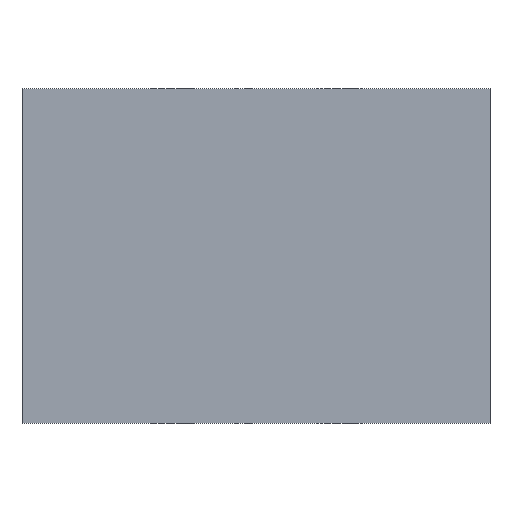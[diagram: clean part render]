
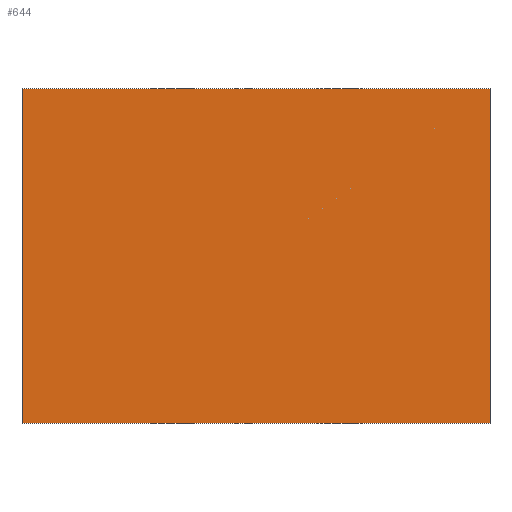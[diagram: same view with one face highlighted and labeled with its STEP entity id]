
A CAD part, front view. The second image highlights one B-rep face of the part: STEP entity #644.
In plain terms, the highlighted planar face has unit normal (0, -1, 0).
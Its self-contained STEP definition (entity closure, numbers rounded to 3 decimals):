
#54=PLANE('',#708);
#88=FACE_OUTER_BOUND('',#132,.T.);
#132=EDGE_LOOP('',(#565,#566,#567,#568));
#204=LINE('',#1035,#272);
#207=LINE('',#1041,#275);
#208=LINE('',#1043,#276);
#209=LINE('',#1044,#277);
#272=VECTOR('',#858,10.);
#275=VECTOR('',#863,10.);
#276=VECTOR('',#864,10.);
#277=VECTOR('',#865,10.);
#349=VERTEX_POINT('',#1031);
#351=VERTEX_POINT('',#1034);
#353=VERTEX_POINT('',#1040);
#354=VERTEX_POINT('',#1042);
#428=EDGE_CURVE('',#351,#349,#204,.T.);
#431=EDGE_CURVE('',#353,#351,#207,.T.);
#432=EDGE_CURVE('',#354,#349,#208,.T.);
#433=EDGE_CURVE('',#353,#354,#209,.T.);
#565=ORIENTED_EDGE('',*,*,#431,.T.);
#566=ORIENTED_EDGE('',*,*,#428,.T.);
#567=ORIENTED_EDGE('',*,*,#432,.F.);
#568=ORIENTED_EDGE('',*,*,#433,.F.);
#644=ADVANCED_FACE('',(#88),#54,.T.);
#708=AXIS2_PLACEMENT_3D('',#1039,#861,#862);
#858=DIRECTION('',(0.,0.,1.));
#861=DIRECTION('center_axis',(0.,-1.,0.));
#862=DIRECTION('ref_axis',(1.,0.,0.));
#863=DIRECTION('',(1.,0.,0.));
#864=DIRECTION('',(1.,0.,0.));
#865=DIRECTION('',(0.,0.,1.));
#1031=CARTESIAN_POINT('',(70.,0.,50.));
#1034=CARTESIAN_POINT('',(70.,0.,0.));
#1035=CARTESIAN_POINT('',(70.,0.,0.));
#1039=CARTESIAN_POINT('Origin',(0.,0.,0.));
#1040=CARTESIAN_POINT('',(0.,0.,0.));
#1041=CARTESIAN_POINT('',(0.,0.,0.));
#1042=CARTESIAN_POINT('',(0.,0.,50.));
#1043=CARTESIAN_POINT('',(0.,0.,50.));
#1044=CARTESIAN_POINT('',(0.,0.,0.));
